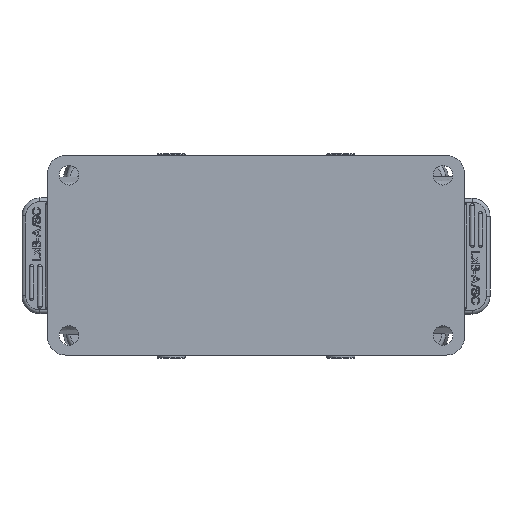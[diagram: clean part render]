
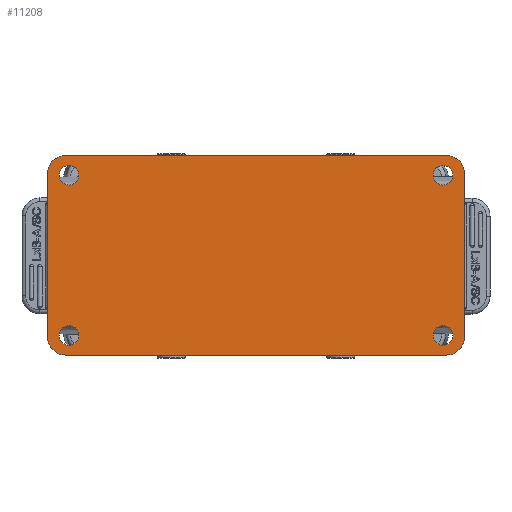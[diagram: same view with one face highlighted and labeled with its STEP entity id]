
A CAD part, front view. The second image highlights one B-rep face of the part: STEP entity #11208.
In plain terms, the highlighted planar face has unit normal (0, -1, 0).
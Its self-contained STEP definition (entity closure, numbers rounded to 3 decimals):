
#8179=CIRCLE('',#35339,2.75);
#8181=CIRCLE('',#35342,2.75);
#8184=CIRCLE('',#35346,2.75);
#8783=CIRCLE('',#36634,2.75);
#8786=CIRCLE('',#36638,2.75);
#8787=CIRCLE('',#36640,2.75);
#8790=CIRCLE('',#36644,2.75);
#8802=CIRCLE('',#36672,5.);
#8803=CIRCLE('',#36674,5.);
#8913=CIRCLE('',#36976,5.);
#8914=CIRCLE('',#36978,2.75);
#8915=CIRCLE('',#36979,5.);
#9257=FACE_BOUND('',#14963,.T.);
#9258=FACE_BOUND('',#14964,.T.);
#9259=FACE_BOUND('',#14965,.T.);
#9260=FACE_BOUND('',#14966,.T.);
#9261=FACE_BOUND('',#14967,.T.);
#11208=ADVANCED_FACE('',(#9257,#9258,#9259,#9260,#9261),#12040,.F.);
#12040=PLANE('',#36980);
#14963=EDGE_LOOP('',(#25881,#25882));
#14964=EDGE_LOOP('',(#25883,#25884));
#14965=EDGE_LOOP('',(#25885,#25886));
#14966=EDGE_LOOP('',(#25887,#25888));
#14967=EDGE_LOOP('',(#25889,#25890,#25891,#25892,#25893,#25894,#25895,#25896));
#16696=LINE('',#56274,#18629);
#16717=LINE('',#56732,#18650);
#16920=LINE('',#61102,#18853);
#16921=LINE('',#61103,#18854);
#18629=VECTOR('',#42518,1.);
#18650=VECTOR('',#42597,1.);
#18853=VECTOR('',#43360,1.);
#18854=VECTOR('',#43361,1.);
#25881=ORIENTED_EDGE('',*,*,#30607,.F.);
#25882=ORIENTED_EDGE('',*,*,#33290,.F.);
#25883=ORIENTED_EDGE('',*,*,#32728,.F.);
#25884=ORIENTED_EDGE('',*,*,#32733,.F.);
#25885=ORIENTED_EDGE('',*,*,#32722,.F.);
#25886=ORIENTED_EDGE('',*,*,#32727,.F.);
#25887=ORIENTED_EDGE('',*,*,#30611,.F.);
#25888=ORIENTED_EDGE('',*,*,#30616,.F.);
#25889=ORIENTED_EDGE('',*,*,#33291,.F.);
#25890=ORIENTED_EDGE('',*,*,#33292,.F.);
#25891=ORIENTED_EDGE('',*,*,#32784,.F.);
#25892=ORIENTED_EDGE('',*,*,#32840,.F.);
#25893=ORIENTED_EDGE('',*,*,#32782,.F.);
#25894=ORIENTED_EDGE('',*,*,#32779,.T.);
#25895=ORIENTED_EDGE('',*,*,#33288,.F.);
#25896=ORIENTED_EDGE('',*,*,#33293,.F.);
#27647=VERTEX_POINT('',#47458);
#27648=VERTEX_POINT('',#47459);
#27651=VERTEX_POINT('',#47467);
#27652=VERTEX_POINT('',#47468);
#29077=VERTEX_POINT('',#55718);
#29078=VERTEX_POINT('',#55719);
#29081=VERTEX_POINT('',#55730);
#29082=VERTEX_POINT('',#55731);
#29116=VERTEX_POINT('',#56275);
#29117=VERTEX_POINT('',#56276);
#29118=VERTEX_POINT('',#56281);
#29119=VERTEX_POINT('',#56285);
#29120=VERTEX_POINT('',#56286);
#29431=VERTEX_POINT('',#61095);
#29432=VERTEX_POINT('',#61100);
#29433=VERTEX_POINT('',#61101);
#30607=EDGE_CURVE('',#27647,#27648,#8179,.T.);
#30611=EDGE_CURVE('',#27651,#27652,#8181,.T.);
#30616=EDGE_CURVE('',#27652,#27651,#8184,.T.);
#32722=EDGE_CURVE('',#29077,#29078,#8783,.T.);
#32727=EDGE_CURVE('',#29078,#29077,#8786,.T.);
#32728=EDGE_CURVE('',#29081,#29082,#8787,.T.);
#32733=EDGE_CURVE('',#29082,#29081,#8790,.T.);
#32779=EDGE_CURVE('',#29116,#29117,#16696,.T.);
#32782=EDGE_CURVE('',#29116,#29118,#8802,.T.);
#32784=EDGE_CURVE('',#29119,#29120,#8803,.T.);
#32840=EDGE_CURVE('',#29118,#29119,#16717,.T.);
#33288=EDGE_CURVE('',#29431,#29117,#8913,.T.);
#33290=EDGE_CURVE('',#27648,#27647,#8914,.T.);
#33291=EDGE_CURVE('',#29432,#29433,#8915,.T.);
#33292=EDGE_CURVE('',#29120,#29432,#16920,.T.);
#33293=EDGE_CURVE('',#29433,#29431,#16921,.T.);
#35339=AXIS2_PLACEMENT_3D('',#47457,#38775,#38776);
#35342=AXIS2_PLACEMENT_3D('',#47466,#38783,#38784);
#35346=AXIS2_PLACEMENT_3D('',#47476,#38793,#38794);
#36634=AXIS2_PLACEMENT_3D('',#55717,#42427,#42428);
#36638=AXIS2_PLACEMENT_3D('',#55727,#42437,#42438);
#36640=AXIS2_PLACEMENT_3D('',#55729,#42441,#42442);
#36644=AXIS2_PLACEMENT_3D('',#55739,#42451,#42452);
#36672=AXIS2_PLACEMENT_3D('',#56280,#42523,#42524);
#36674=AXIS2_PLACEMENT_3D('',#56284,#42528,#42529);
#36976=AXIS2_PLACEMENT_3D('',#61094,#43351,#43352);
#36978=AXIS2_PLACEMENT_3D('',#61098,#43356,#43357);
#36979=AXIS2_PLACEMENT_3D('',#61099,#43358,#43359);
#36980=AXIS2_PLACEMENT_3D('',#61104,#43362,#43363);
#38775=DIRECTION('',(0.,-1.,0.));
#38776=DIRECTION('',(0.,0.,-1.));
#38783=DIRECTION('',(0.,-1.,0.));
#38784=DIRECTION('',(0.,0.,-1.));
#38793=DIRECTION('',(0.,-1.,0.));
#38794=DIRECTION('',(0.,0.,1.));
#42427=DIRECTION('',(0.,-1.,0.));
#42428=DIRECTION('',(0.,0.,-1.));
#42437=DIRECTION('',(0.,-1.,0.));
#42438=DIRECTION('',(0.,0.,1.));
#42441=DIRECTION('',(0.,-1.,0.));
#42442=DIRECTION('',(0.,0.,-1.));
#42451=DIRECTION('',(0.,-1.,0.));
#42452=DIRECTION('',(0.,0.,1.));
#42518=DIRECTION('',(1.,0.,0.));
#42523=DIRECTION('',(0.,1.,0.));
#42524=DIRECTION('',(0.,0.,-1.));
#42528=DIRECTION('',(0.,1.,0.));
#42529=DIRECTION('',(-1.,0.,0.));
#42597=DIRECTION('',(0.,0.,1.));
#43351=DIRECTION('',(0.,1.,0.));
#43352=DIRECTION('',(1.,0.,0.));
#43356=DIRECTION('',(0.,-1.,0.));
#43357=DIRECTION('',(0.,0.,1.));
#43358=DIRECTION('',(0.,1.,0.));
#43359=DIRECTION('',(0.,0.,1.));
#43360=DIRECTION('',(1.,0.,0.));
#43361=DIRECTION('',(0.,0.,-1.));
#43362=DIRECTION('',(0.,1.,0.));
#43363=DIRECTION('',(0.,0.,1.));
#47457=CARTESIAN_POINT('',(112.,0.,22.68));
#47458=CARTESIAN_POINT('',(112.,0.,19.93));
#47459=CARTESIAN_POINT('',(112.,0.,25.43));
#47466=CARTESIAN_POINT('',(7.,0.,22.68));
#47467=CARTESIAN_POINT('',(7.,0.,19.93));
#47468=CARTESIAN_POINT('',(7.,0.,25.43));
#47476=CARTESIAN_POINT('',(7.,0.,22.68));
#55717=CARTESIAN_POINT('',(7.,0.,-22.32));
#55718=CARTESIAN_POINT('',(7.,0.,-25.07));
#55719=CARTESIAN_POINT('',(7.,0.,-19.57));
#55727=CARTESIAN_POINT('',(7.,0.,-22.32));
#55729=CARTESIAN_POINT('',(112.,0.,-22.32));
#55730=CARTESIAN_POINT('',(112.,0.,-25.07));
#55731=CARTESIAN_POINT('',(112.,0.,-19.57));
#55739=CARTESIAN_POINT('',(112.,0.,-22.32));
#56274=CARTESIAN_POINT('',(6.,0.,-27.82));
#56275=CARTESIAN_POINT('',(6.,0.,-27.82));
#56276=CARTESIAN_POINT('',(113.,0.,-27.82));
#56280=CARTESIAN_POINT('',(6.,0.,-22.82));
#56281=CARTESIAN_POINT('',(1.,0.,-22.82));
#56284=CARTESIAN_POINT('',(6.,0.,23.18));
#56285=CARTESIAN_POINT('',(1.,0.,23.18));
#56286=CARTESIAN_POINT('',(6.,0.,28.18));
#56732=CARTESIAN_POINT('',(1.,0.,-22.82));
#61094=CARTESIAN_POINT('',(113.,0.,-22.82));
#61095=CARTESIAN_POINT('',(118.,0.,-22.82));
#61098=CARTESIAN_POINT('',(112.,0.,22.68));
#61099=CARTESIAN_POINT('',(113.,0.,23.18));
#61100=CARTESIAN_POINT('',(113.,0.,28.18));
#61101=CARTESIAN_POINT('',(118.,0.,23.18));
#61102=CARTESIAN_POINT('',(6.,0.,28.18));
#61103=CARTESIAN_POINT('',(118.,0.,23.18));
#61104=CARTESIAN_POINT('',(59.5,0.,0.18));
